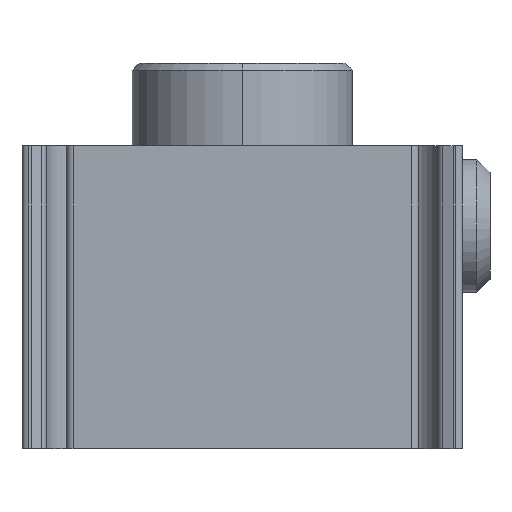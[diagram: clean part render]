
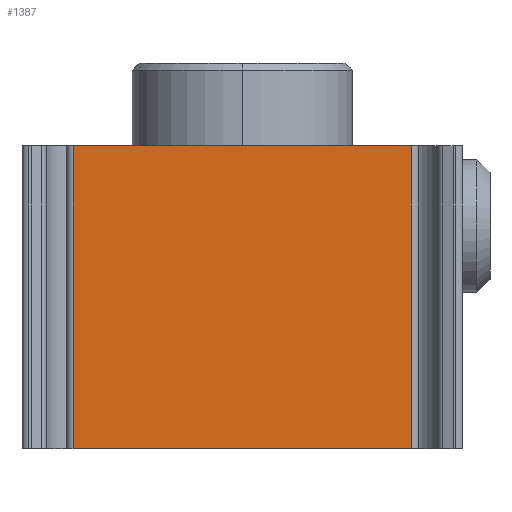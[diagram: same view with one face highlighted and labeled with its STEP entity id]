
A CAD part, left-side view. The second image highlights one B-rep face of the part: STEP entity #1387.
In plain terms, the highlighted planar face has unit normal (-1, 0, 0).
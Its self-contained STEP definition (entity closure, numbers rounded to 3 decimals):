
#111 = CARTESIAN_POINT ( 'NONE',  ( -28.027, -13.425, 40.912 ) ) ;
#342 = FACE_OUTER_BOUND ( 'NONE', #1900, .T. ) ;
#595 = EDGE_CURVE ( 'NONE', #4062, #1191, #2924, .T. ) ;
#659 = DIRECTION ( 'NONE',  ( 0., 0., -1. ) ) ;
#810 = DIRECTION ( 'NONE',  ( 0., -1., 0. ) ) ;
#827 = DIRECTION ( 'NONE',  ( 0., 0., -1. ) ) ;
#949 = PLANE ( 'NONE',  #2638 ) ;
#1191 = VERTEX_POINT ( 'NONE', #1263 ) ;
#1218 = EDGE_CURVE ( 'NONE', #4845, #4062, #3114, .T. ) ;
#1263 = CARTESIAN_POINT ( 'NONE',  ( -28.027, -13.425, 9.509 ) ) ;
#1267 = VECTOR ( 'NONE', #659, 1000. ) ;
#1387 = ADVANCED_FACE ( 'NONE', ( #342 ), #949, .F. ) ;
#1488 = ORIENTED_EDGE ( 'NONE', *, *, #4015, .T. ) ;
#1535 = CARTESIAN_POINT ( 'NONE',  ( -28.027, -15.278, 9.509 ) ) ;
#1619 = ORIENTED_EDGE ( 'NONE', *, *, #2138, .F. ) ;
#1739 = ORIENTED_EDGE ( 'NONE', *, *, #595, .F. ) ;
#1753 = CARTESIAN_POINT ( 'NONE',  ( -28.027, -13.425, 40.912 ) ) ;
#1900 = EDGE_LOOP ( 'NONE', ( #4653, #1488, #1619, #1739 ) ) ;
#2009 = DIRECTION ( 'NONE',  ( 0., 1., 0. ) ) ;
#2138 = EDGE_CURVE ( 'NONE', #1191, #3854, #4572, .T. ) ;
#2158 = CARTESIAN_POINT ( 'NONE',  ( -28.027, -1.131, 9.509 ) ) ;
#2278 = CARTESIAN_POINT ( 'NONE',  ( -28.027, -13.425, 20.514 ) ) ;
#2387 = CARTESIAN_POINT ( 'NONE',  ( -28.027, -1.131, 20.514 ) ) ;
#2592 = CARTESIAN_POINT ( 'NONE',  ( -28.027, -1.131, 20.514 ) ) ;
#2638 = AXIS2_PLACEMENT_3D ( 'NONE', #1753, #4926, #2009 ) ;
#2924 = LINE ( 'NONE', #111, #4823 ) ;
#3114 = LINE ( 'NONE', #2387, #4079 ) ;
#3465 = CARTESIAN_POINT ( 'NONE',  ( -28.027, -1.131, 40.912 ) ) ;
#3853 = DIRECTION ( 'NONE',  ( 0., 1., 0. ) ) ;
#3854 = VERTEX_POINT ( 'NONE', #2158 ) ;
#4015 = EDGE_CURVE ( 'NONE', #4845, #3854, #4607, .T. ) ;
#4062 = VERTEX_POINT ( 'NONE', #2278 ) ;
#4079 = VECTOR ( 'NONE', #810, 1000. ) ;
#4325 = VECTOR ( 'NONE', #3853, 1000. ) ;
#4572 = LINE ( 'NONE', #1535, #4325 ) ;
#4607 = LINE ( 'NONE', #3465, #1267 ) ;
#4653 = ORIENTED_EDGE ( 'NONE', *, *, #1218, .F. ) ;
#4823 = VECTOR ( 'NONE', #827, 1000. ) ;
#4845 = VERTEX_POINT ( 'NONE', #2592 ) ;
#4926 = DIRECTION ( 'NONE',  ( 1., 0., 0. ) ) ;
